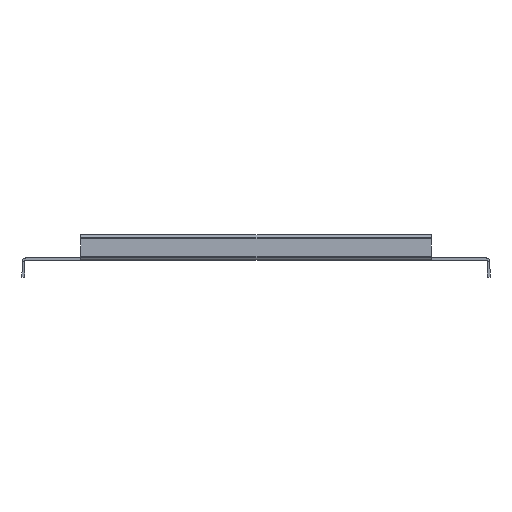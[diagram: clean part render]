
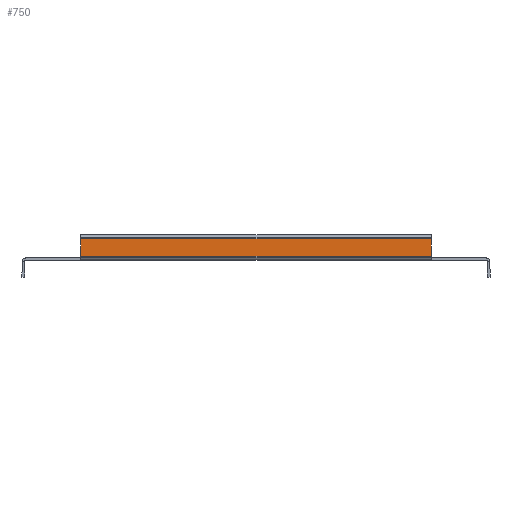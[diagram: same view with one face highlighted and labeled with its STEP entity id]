
A CAD part, front view. The second image highlights one B-rep face of the part: STEP entity #750.
In plain terms, the highlighted planar face has unit normal (0, -1, 0).
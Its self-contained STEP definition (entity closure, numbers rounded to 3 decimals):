
#25 = DIRECTION ( 'NONE',  ( 0., 0., 1. ) ) ;
#41 = VERTEX_POINT ( 'NONE', #2456 ) ;
#118 = LINE ( 'NONE', #2602, #1809 ) ;
#198 = CARTESIAN_POINT ( 'NONE',  ( 315., -3.5, 14.5 ) ) ;
#329 = DIRECTION ( 'NONE',  ( 0., 0., 1. ) ) ;
#450 = CARTESIAN_POINT ( 'NONE',  ( 0., -3.5, 0. ) ) ;
#472 = EDGE_CURVE ( 'NONE', #1718, #1116, #2590, .T. ) ;
#500 = DIRECTION ( 'NONE',  ( 0., 0., -1. ) ) ;
#580 = CARTESIAN_POINT ( 'NONE',  ( 45., -3.5, 1. ) ) ;
#589 = LINE ( 'NONE', #1419, #2426 ) ;
#608 = EDGE_CURVE ( 'NONE', #41, #2134, #118, .T. ) ;
#750 = ADVANCED_FACE ( 'NONE', ( #2101 ), #1874, .F. ) ;
#764 = ORIENTED_EDGE ( 'NONE', *, *, #2283, .F. ) ;
#824 = DIRECTION ( 'NONE',  ( -1., 0., 0. ) ) ;
#846 = ORIENTED_EDGE ( 'NONE', *, *, #472, .T. ) ;
#891 = CARTESIAN_POINT ( 'NONE',  ( 45., -3.5, 0. ) ) ;
#1044 = CARTESIAN_POINT ( 'NONE',  ( 45., -3.5, 14.5 ) ) ;
#1116 = VERTEX_POINT ( 'NONE', #580 ) ;
#1182 = EDGE_CURVE ( 'NONE', #2134, #1718, #589, .T. ) ;
#1236 = DIRECTION ( 'NONE',  ( 0., 1., 0. ) ) ;
#1244 = VECTOR ( 'NONE', #500, 1000. ) ;
#1329 = EDGE_LOOP ( 'NONE', ( #1694, #846, #764, #2379 ) ) ;
#1419 = CARTESIAN_POINT ( 'NONE',  ( 315., -3.5, 14.5 ) ) ;
#1535 = DIRECTION ( 'NONE',  ( -1., 0., 0. ) ) ;
#1694 = ORIENTED_EDGE ( 'NONE', *, *, #1182, .T. ) ;
#1711 = CARTESIAN_POINT ( 'NONE',  ( 45., -3.5, 1. ) ) ;
#1718 = VERTEX_POINT ( 'NONE', #1044 ) ;
#1809 = VECTOR ( 'NONE', #329, 1000. ) ;
#1874 = PLANE ( 'NONE',  #2313 ) ;
#2101 = FACE_OUTER_BOUND ( 'NONE', #1329, .T. ) ;
#2120 = LINE ( 'NONE', #1711, #2666 ) ;
#2134 = VERTEX_POINT ( 'NONE', #198 ) ;
#2283 = EDGE_CURVE ( 'NONE', #41, #1116, #2120, .T. ) ;
#2313 = AXIS2_PLACEMENT_3D ( 'NONE', #450, #1236, #25 ) ;
#2379 = ORIENTED_EDGE ( 'NONE', *, *, #608, .T. ) ;
#2426 = VECTOR ( 'NONE', #824, 1000. ) ;
#2456 = CARTESIAN_POINT ( 'NONE',  ( 315., -3.5, 1. ) ) ;
#2590 = LINE ( 'NONE', #891, #1244 ) ;
#2602 = CARTESIAN_POINT ( 'NONE',  ( 315., -3.5, 0. ) ) ;
#2666 = VECTOR ( 'NONE', #1535, 1000. ) ;
